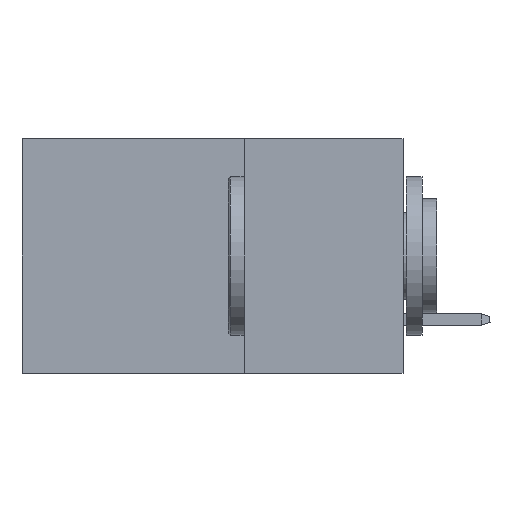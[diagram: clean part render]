
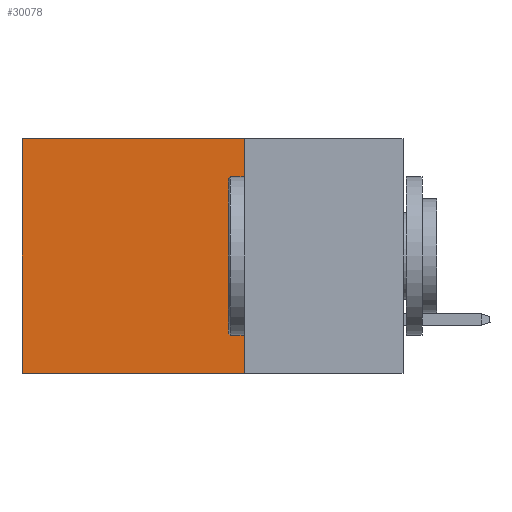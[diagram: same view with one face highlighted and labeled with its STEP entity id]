
A CAD part, left-side view. The second image highlights one B-rep face of the part: STEP entity #30078.
In plain terms, the highlighted planar face has unit normal (-1, 0, 0).
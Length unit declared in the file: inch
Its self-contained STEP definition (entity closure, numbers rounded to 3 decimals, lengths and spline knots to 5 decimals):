
#336 = LINE ( 'NONE', #24311, #21167 ) ;
#1263 = LINE ( 'NONE', #25700, #14355 ) ;
#2137 = DIRECTION ( 'NONE',  ( 0., 0., -1. ) ) ;
#2680 = EDGE_CURVE ( 'NONE', #22909, #13017, #1263, .T. ) ;
#3229 = CARTESIAN_POINT ( 'NONE',  ( 0.2875, 0.25, -0.37 ) ) ;
#3268 = DIRECTION ( 'NONE',  ( 1., 0., 0. ) ) ;
#5557 = VERTEX_POINT ( 'NONE', #11156 ) ;
#6381 = DIRECTION ( 'NONE',  ( 0., 1., 0. ) ) ;
#8136 = EDGE_CURVE ( 'NONE', #5557, #16347, #336, .T. ) ;
#10033 = DIRECTION ( 'NONE',  ( 0., 0., -1. ) ) ;
#10083 = EDGE_CURVE ( 'NONE', #13017, #16347, #24471, .T. ) ;
#11156 = CARTESIAN_POINT ( 'NONE',  ( 0.2875, 0.6, 0. ) ) ;
#11173 = DIRECTION ( 'NONE',  ( 0., 0., -1. ) ) ;
#13017 = VERTEX_POINT ( 'NONE', #18822 ) ;
#14355 = VECTOR ( 'NONE', #2137, 39.37008 ) ;
#15592 = EDGE_CURVE ( 'NONE', #22909, #5557, #28861, .T. ) ;
#16265 = ORIENTED_EDGE ( 'NONE', *, *, #15592, .T. ) ;
#16347 = VERTEX_POINT ( 'NONE', #41395 ) ;
#18822 = CARTESIAN_POINT ( 'NONE',  ( 0.2875, 0.25, -0.37 ) ) ;
#21167 = VECTOR ( 'NONE', #11173, 39.37008 ) ;
#21182 = VECTOR ( 'NONE', #6381, 39.37008 ) ;
#22069 = DIRECTION ( 'NONE',  ( 0., 1., 0. ) ) ;
#22909 = VERTEX_POINT ( 'NONE', #25194 ) ;
#23820 = VECTOR ( 'NONE', #22069, 39.37008 ) ;
#24078 = PLANE ( 'NONE',  #28350 ) ;
#24311 = CARTESIAN_POINT ( 'NONE',  ( 0.2875, 0.6, 0. ) ) ;
#24471 = LINE ( 'NONE', #3229, #21182 ) ;
#25128 = ORIENTED_EDGE ( 'NONE', *, *, #10083, .F. ) ;
#25194 = CARTESIAN_POINT ( 'NONE',  ( 0.2875, 0.25, 0. ) ) ;
#25700 = CARTESIAN_POINT ( 'NONE',  ( 0.2875, 0.25, 0. ) ) ;
#28137 = CARTESIAN_POINT ( 'NONE',  ( 0.2875, 0.25, 0. ) ) ;
#28350 = AXIS2_PLACEMENT_3D ( 'NONE', #28137, #3268, #10033 ) ;
#28861 = LINE ( 'NONE', #32471, #23820 ) ;
#30078 = ADVANCED_FACE ( 'NONE', ( #41509 ), #24078, .F. ) ;
#32471 = CARTESIAN_POINT ( 'NONE',  ( 0.2875, 0.25, 0. ) ) ;
#33504 = ORIENTED_EDGE ( 'NONE', *, *, #2680, .F. ) ;
#37795 = ORIENTED_EDGE ( 'NONE', *, *, #8136, .T. ) ;
#41395 = CARTESIAN_POINT ( 'NONE',  ( 0.2875, 0.6, -0.37 ) ) ;
#41509 = FACE_OUTER_BOUND ( 'NONE', #42815, .T. ) ;
#42815 = EDGE_LOOP ( 'NONE', ( #37795, #25128, #33504, #16265 ) ) ;
